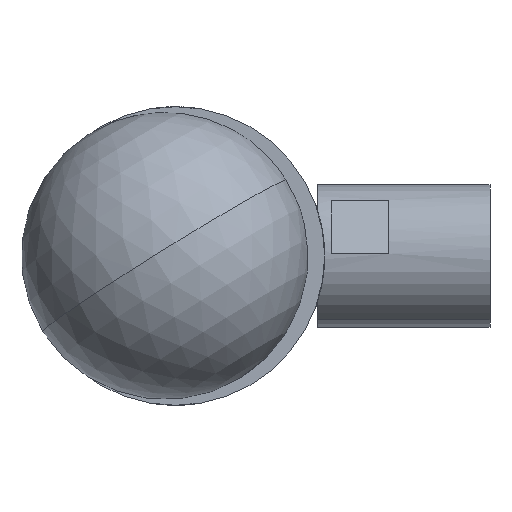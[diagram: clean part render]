
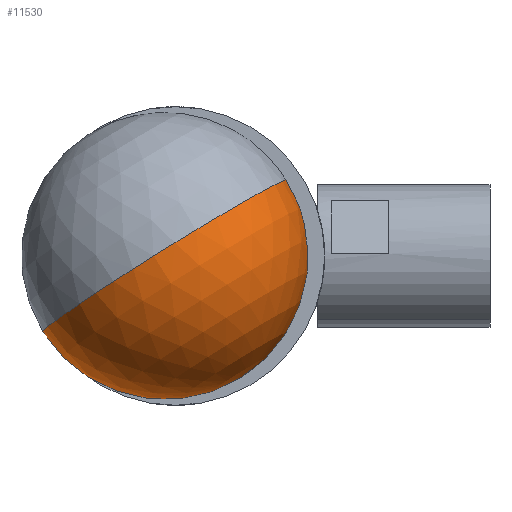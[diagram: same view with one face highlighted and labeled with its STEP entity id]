
A CAD part, front view. The second image highlights one B-rep face of the part: STEP entity #11530.
In plain terms, the highlighted spherical face has radius 15.875 mm.
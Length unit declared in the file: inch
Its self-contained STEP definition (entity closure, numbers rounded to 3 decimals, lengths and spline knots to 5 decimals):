
#1010 = CARTESIAN_POINT ( 'NONE',  ( 0.20878, -3.11198, 0.13219 ) ) ;
#2021 = DIRECTION ( 'NONE',  ( 0.527, -0.04, -0.849 ) ) ;
#2672 = DIRECTION ( 'NONE',  ( 0.527, -0.04, -0.849 ) ) ;
#2924 = VERTEX_POINT ( 'NONE', #16546 ) ;
#5052 = AXIS2_PLACEMENT_3D ( 'NONE', #9172, #31142, #33607 ) ;
#5506 = EDGE_CURVE ( 'NONE', #29144, #2924, #34451, .T. ) ;
#6273 = ORIENTED_EDGE ( 'NONE', *, *, #17048, .T. ) ;
#6382 = EDGE_CURVE ( 'NONE', #29144, #11951, #29377, .T. ) ;
#6864 = CIRCLE ( 'NONE', #32310, 0.25 ) ;
#7820 = DIRECTION ( 'NONE',  ( -0.077, -0.997, 0. ) ) ;
#9172 = CARTESIAN_POINT ( 'NONE',  ( -0.04665, -3.66688, 0. ) ) ;
#9528 = EDGE_LOOP ( 'NONE', ( #19670, #20701, #6273, #32016 ) ) ;
#10167 = CARTESIAN_POINT ( 'NONE',  ( -0.04665, -3.66688, 0. ) ) ;
#10942 = SPHERICAL_SURFACE ( 'NONE', #28422, 0.625 ) ;
#11530 = ADVANCED_FACE ( 'NONE', ( #24655 ), #10942, .T. ) ;
#11951 = VERTEX_POINT ( 'NONE', #1010 ) ;
#13006 = DIRECTION ( 'NONE',  ( 0.527, -0.04, -0.849 ) ) ;
#13288 = CARTESIAN_POINT ( 'NONE',  ( -0.04665, -3.66688, 0. ) ) ;
#13897 = CARTESIAN_POINT ( 'NONE',  ( -0.00279, -3.09574, 0. ) ) ;
#16006 = CARTESIAN_POINT ( 'NONE',  ( -0.00279, -3.09574, 0. ) ) ;
#16546 = CARTESIAN_POINT ( 'NONE',  ( -0.21436, -3.07949, -0.13219 ) ) ;
#17048 = EDGE_CURVE ( 'NONE', #2924, #27565, #27378, .T. ) ;
#18802 = DIRECTION ( 'NONE',  ( 0.846, -0.065, 0.529 ) ) ;
#19670 = ORIENTED_EDGE ( 'NONE', *, *, #6382, .F. ) ;
#20701 = ORIENTED_EDGE ( 'NONE', *, *, #5506, .T. ) ;
#21042 = DIRECTION ( 'NONE',  ( -0.849, 0., -0.528 ) ) ;
#22542 = CARTESIAN_POINT ( 'NONE',  ( 0.12902, -3.10586, -0.21219 ) ) ;
#24030 = AXIS2_PLACEMENT_3D ( 'NONE', #16006, #7820, #2021 ) ;
#24655 = FACE_OUTER_BOUND ( 'NONE', #9528, .T. ) ;
#24911 = DIRECTION ( 'NONE',  ( -0.077, -0.997, 0. ) ) ;
#27378 = CIRCLE ( 'NONE', #24030, 0.25 ) ;
#27565 = VERTEX_POINT ( 'NONE', #22542 ) ;
#27715 = AXIS2_PLACEMENT_3D ( 'NONE', #10167, #13006, #21042 ) ;
#28422 = AXIS2_PLACEMENT_3D ( 'NONE', #13288, #2672, #18802 ) ;
#29144 = VERTEX_POINT ( 'NONE', #30069 ) ;
#29377 = CIRCLE ( 'NONE', #5052, 0.625 ) ;
#29524 = DIRECTION ( 'NONE',  ( 0.527, -0.04, -0.849 ) ) ;
#29540 = EDGE_CURVE ( 'NONE', #27565, #11951, #6864, .T. ) ;
#30069 = CARTESIAN_POINT ( 'NONE',  ( -0.09451, -4.29004, 0. ) ) ;
#31142 = DIRECTION ( 'NONE',  ( -0.527, 0.04, 0.849 ) ) ;
#32016 = ORIENTED_EDGE ( 'NONE', *, *, #29540, .T. ) ;
#32310 = AXIS2_PLACEMENT_3D ( 'NONE', #13897, #24911, #29524 ) ;
#33607 = DIRECTION ( 'NONE',  ( 0.849, 0., 0.528 ) ) ;
#34451 = CIRCLE ( 'NONE', #27715, 0.625 ) ;
